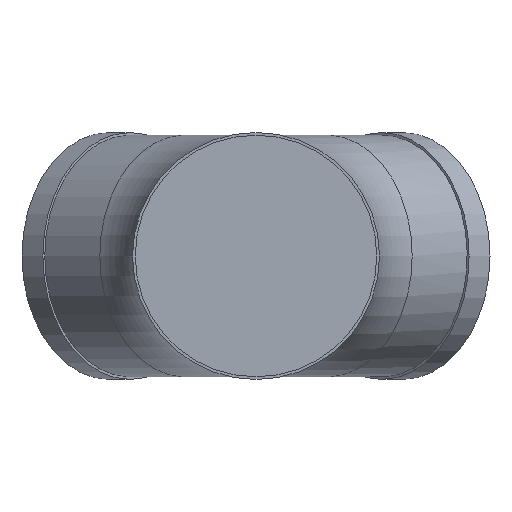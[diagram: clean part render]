
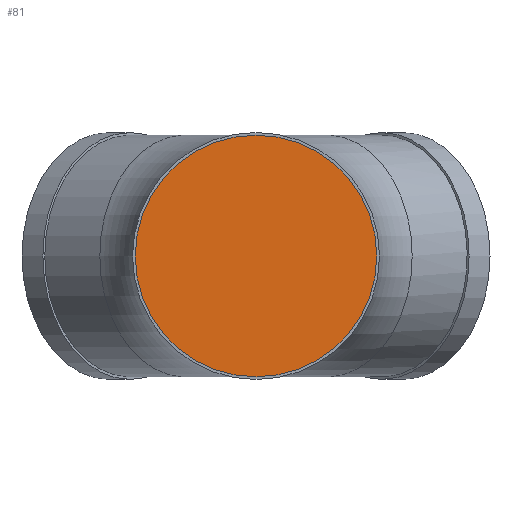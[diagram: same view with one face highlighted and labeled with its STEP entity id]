
A CAD part, front view. The second image highlights one B-rep face of the part: STEP entity #81.
In plain terms, the highlighted planar face has unit normal (0, -1, 0).
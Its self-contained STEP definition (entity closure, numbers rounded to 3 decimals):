
#81 = ADVANCED_FACE( '', ( #168 ), #169, .T. );
#168 = FACE_OUTER_BOUND( '', #272, .T. );
#169 = PLANE( '', #273 );
#272 = EDGE_LOOP( '', ( #381 ) );
#273 = AXIS2_PLACEMENT_3D( '', #382, #383, #384 );
#381 = ORIENTED_EDGE( '', *, *, #522, .T. );
#382 = CARTESIAN_POINT( '', ( 0., 50., 0. ) );
#383 = DIRECTION( '', ( 0., -1., 0. ) );
#384 = DIRECTION( '', ( 0., 0., -1. ) );
#522 = EDGE_CURVE( '', #589, #589, #590, .T. );
#589 = VERTEX_POINT( '', #839 );
#590 = CIRCLE( '', #840, 225. );
#839 = CARTESIAN_POINT( '', ( 0., 50., -225. ) );
#840 = AXIS2_PLACEMENT_3D( '', #914, #915, #916 );
#914 = CARTESIAN_POINT( '', ( 0., 50., 0. ) );
#915 = DIRECTION( '', ( 0., -1., 0. ) );
#916 = DIRECTION( '', ( 0., 0., -1. ) );
